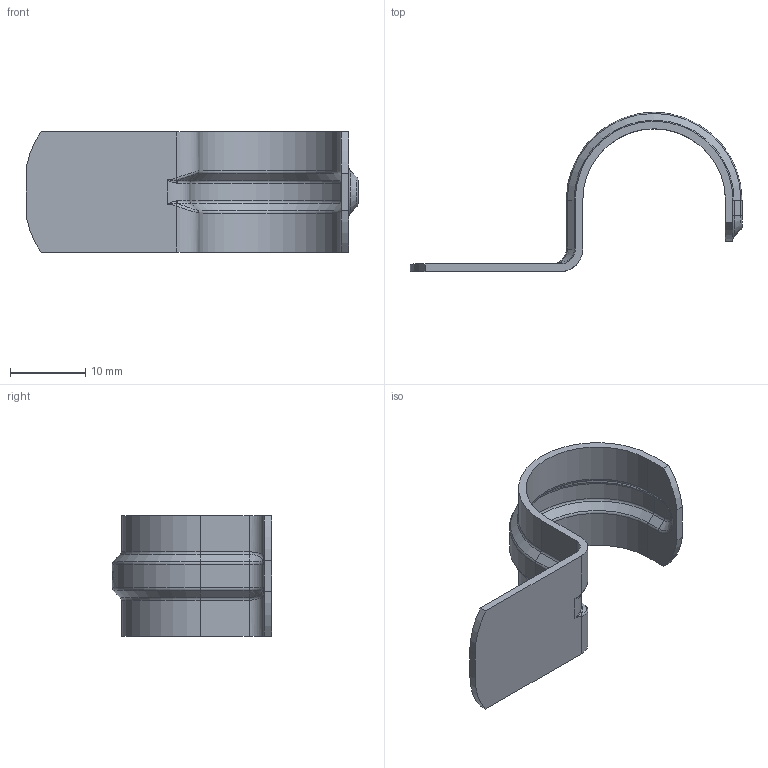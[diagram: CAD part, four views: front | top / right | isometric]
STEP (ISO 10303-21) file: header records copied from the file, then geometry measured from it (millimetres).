
FILE_DESCRIPTION(/* description */ (''),/* implementation_level */ '2;1');
FILE_NAME(/* name */ '',/* time_stamp */ '2025-06-23T16:14:51+07:00',/* author */ ('zeta-72'),/* organization */ (''),/* preprocessor_version */ 'ST-DEVELOPER v19.2',/* originating_system */ 'Autodesk Inventor 2024',/* authorisation */ '');
FILE_SCHEMA (('AUTOMOTIVE_DESIGN { 1 0 10303 214 3 1 1 }'));
Length unit declared in the file: millimetre
Products named in the file (1): -05
Bounding box: 44.2 x 21.2 x 16 mm (x, y, z)
Volume: 1117.2 mm3; surface area: 2391 mm2
Topology: 1 solids, 1 shells, 168 faces, 411 edges, 248 vertices
Faces by surface type: bspline 57, plane 46, cylinder 39, torus 16, cone 10
Entity records: 6731 total; most frequent: CARTESIAN_POINT 3079, ORIENTED_EDGE 814, DIRECTION 631, EDGE_CURVE 407, VERTEX_POINT 248, AXIS2_PLACEMENT_3D 224, LINE 183, VECTOR 183
